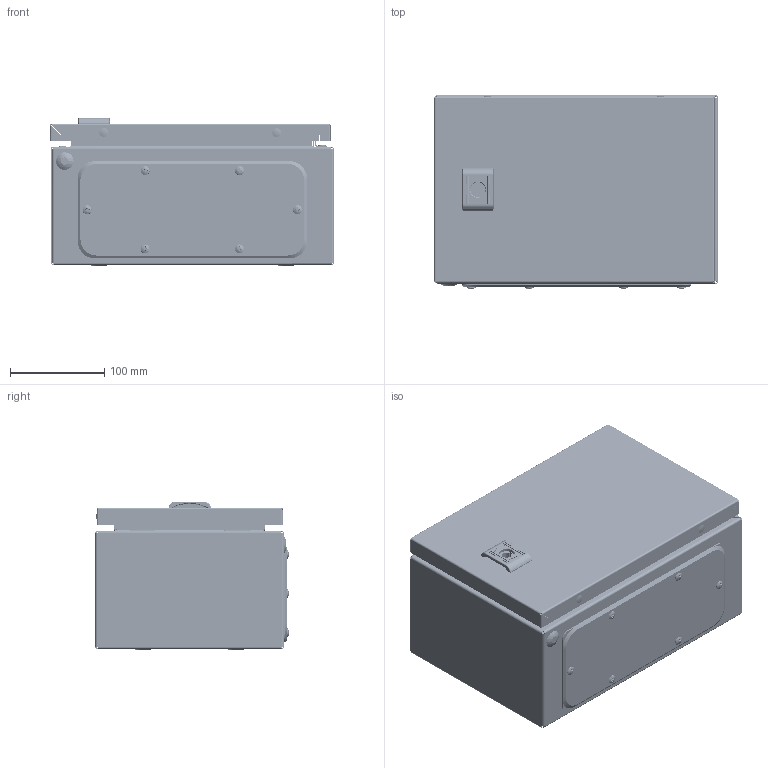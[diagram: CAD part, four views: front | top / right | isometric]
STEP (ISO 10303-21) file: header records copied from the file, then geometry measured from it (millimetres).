
FILE_DESCRIPTION (( 'STEP AP203' ), '1' );
FILE_NAME ('200x300x150.STEP', '2014-10-17T07:18:16', ( '' ), ( '' ), 'SwSTEP 2.0', 'SolidWorks 2014', '' );
FILE_SCHEMA (( 'CONFIG_CONTROL_DESIGN' ));
Length unit declared in the file: millimetre
Products named in the file (34): Mounting plate small ST 1.8mm_200x300; Sealant AC00356; Countersunk Flat Head Cross Recess Screw_DIN_ISO 7046-1 - M4 x 8 - Z --- 8S; End-cup AC00C317; Hex Flange Nut_AM_B18.2.2.4M - Hex flange nut, M6 x 1 --N; Handle small door; Subassieme_Corpo_e_Fondo_SubAssCorpo_Fondo_0200x0300x150; AC00C316_AC00C316; Perno CE AC00C381; MOLLA AC00C344_AC00C344; Dead door ST_200x300; Flange ST_CB01C277; Corpi_Scatola new_Corpo_0200x0300x150; 200x300x150; End-cup AC00C112; BASETTA ESTERNA PER BOX AC00C503_AC00C503; Sealant for flange 2_‘‚01‘277; Cerniera_CE; sealant for door CE_200x300; Inserto a doppio pettine AC00C443_AC00C343; Oval Head Sheet Metal Screw_DIN_12222; Fondi 2_Fondo_0200x0300; CERNIERA SALDATA; Linguetta CE_handle CE; SubAssem_Flange_SubAssem_Flange_CB01C277; land; SubAssem door ST_0200å0300; Hex Flange Bolt Small_ISO_ISO 4162 - M6 x 12 x 12-S; land Ì6õ20; end-cap_AC00C061; Remote hub; AC00C348; Plate M4; End-cup AC00C383
Assembly tree (69 placements, depth 4):
  200x300x150
    Subassieme_Corpo_e_Fondo_SubAssCorpo_Fondo_0200x0300x150
      Corpi_Scatola new_Corpo_0200x0300x150
      Cerniera_CE  x2
      Fondi 2_Fondo_0200x0300
      land  x2
      end-cap_AC00C061  x2
      End-cup AC00C383  x2
      End-cup AC00C317  x4
      AC00C316_AC00C316
      SubAssem_Flange_SubAssem_Flange_CB01C277
        Flange ST_CB01C277
        Sealant for flange 2_‘‚01‘277
        Oval Head Sheet Metal Screw_DIN_12222  x8
      land Ì6õ20  x4
      Plate M4  x2
      Countersunk Flat Head Cross Recess Screw_DIN_ISO 7046-1 - M4 x 8 - Z --- 8S  x4
    SubAssem door ST_0200å0300
      Dead door ST_200x300
      Handle small door
        BASETTA ESTERNA PER BOX AC00C503_AC00C503
        Inserto a doppio pettine AC00C443_AC00C343
        Linguetta CE_handle CE
        Hex Flange Bolt Small_ISO_ISO 4162 - M6 x 12 x 12-S
        AC00C348
        Sealant AC00356
      MOLLA AC00C344_AC00C344
      End-cup AC00C112  x4
      land  x2
      end-cap_AC00C061  x2
      sealant for door CE_200x300
      CERNIERA SALDATA  x2
    Remote hub  x4
    Mounting plate small ST 1.8mm_200x300
    Hex Flange Nut_AM_B18.2.2.4M - Hex flange nut, M6 x 1 --N  x4
    Perno CE AC00C381  x2
Bounding box: 300.67 x 205.03 x 157.73 mm (x, y, z)
Volume: 576902.3 mm3; surface area: 799851.3 mm2
Topology: 73 solids, 73 shells, 6753 faces, 18525 edges, 12026 vertices
Faces by surface type: bspline 3264, cylinder 1556, plane 1227, cone 528, torus 150, sphere 28
Entity records: 354894 total; most frequent: CARTESIAN_POINT 290266, ORIENTED_EDGE 14726, DIRECTION 9548, EDGE_CURVE 7363, VERTEX_POINT 4718, AXIS2_PLACEMENT_3D 3357, EDGE_LOOP 3007, VECTOR 2834
